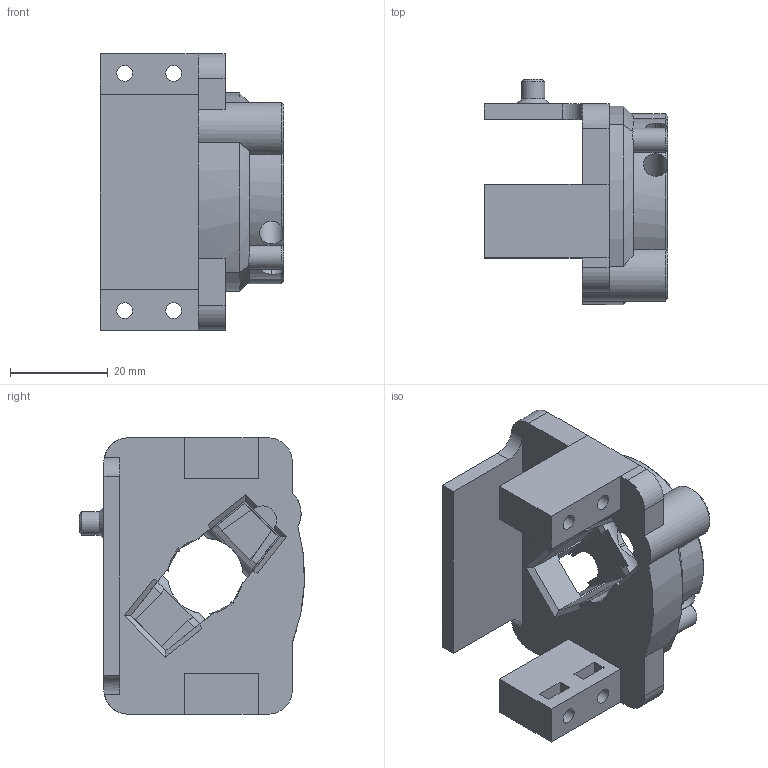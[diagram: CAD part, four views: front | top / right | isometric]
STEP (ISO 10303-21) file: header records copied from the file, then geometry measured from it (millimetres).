
FILE_DESCRIPTION( ( '' ), ' ' );
FILE_NAME( '5ee9cc71ae8015119d87a5cf.step', '2020-06-17T07:55:29', ( '' ), ( '' ), ' ', ' ', ' ' );
FILE_SCHEMA( ( 'AUTOMOTIVE_DESIGN { 1 0 10303 214 1 1 1 1 }' ) );
Length unit declared in the file: metre
Products named in the file (1): FL_BR_Hip_Joint
Bounding box: 37.5 x 45.99 x 56.5 mm (x, y, z)
Volume: 25938 mm3; surface area: 12968.4 mm2
Topology: 1 solids, 1 shells, 194 faces, 552 edges, 362 vertices
Faces by surface type: plane 129, cylinder 42, cone 19, extrusion 4
Full cylindrical faces by diameter (mm): 3.2 x8, 4.8 x1
Entity records: 8319 total; most frequent: CARTESIAN_POINT 1724, ORIENTED_EDGE 1082, DIRECTION 990, EDGE_CURVE 541, VERTEX_POINT 362, VECTOR 336, LINE 332, AXIS2_PLACEMENT_3D 327
